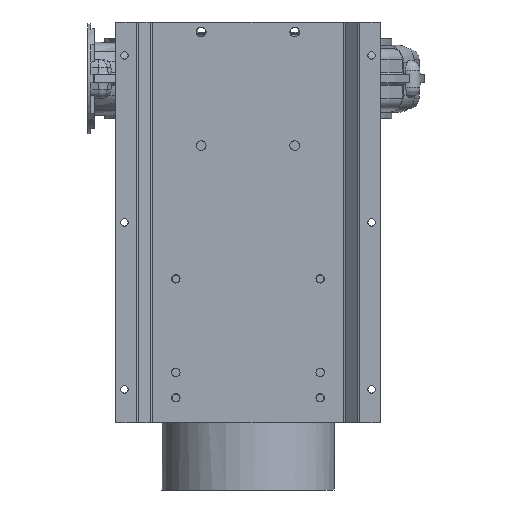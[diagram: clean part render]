
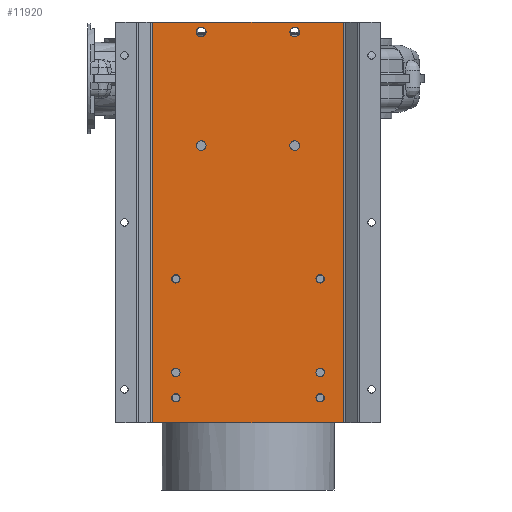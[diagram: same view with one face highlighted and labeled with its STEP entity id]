
A CAD part, front view. The second image highlights one B-rep face of the part: STEP entity #11920.
In plain terms, the highlighted planar face has unit normal (0, -1, 0).
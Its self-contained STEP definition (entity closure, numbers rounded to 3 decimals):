
#10194=CARTESIAN_POINT('',(62.75,-310.0,-31.5));
#10195=VERTEX_POINT('',#10194);
#10196=CARTESIAN_POINT('',(70.0,-310.0,-31.5));
#10197=DIRECTION('',(0.0,1.0,0.0));
#10198=DIRECTION('',(1.0,0.0,0.0));
#10199=AXIS2_PLACEMENT_3D('',#10196,#10197,#10198);
#10200=CIRCLE('',#10199,7.25);
#10201=EDGE_CURVE('',#10195,#10195,#10200,.T.);
#10231=CARTESIAN_POINT('',(-77.25,-310.0,-31.5));
#10232=VERTEX_POINT('',#10231);
#10233=CARTESIAN_POINT('',(-70.,-310.0,-31.5));
#10234=DIRECTION('',(0.0,1.0,0.0));
#10235=DIRECTION('',(1.0,0.0,0.0));
#10236=AXIS2_PLACEMENT_3D('',#10233,#10234,#10235);
#10237=CIRCLE('',#10236,7.25);
#10238=EDGE_CURVE('',#10232,#10232,#10237,.T.);
#10293=CARTESIAN_POINT('',(62.75,-310.0,138.5));
#10294=VERTEX_POINT('',#10293);
#10295=CARTESIAN_POINT('',(70.0,-310.0,138.5));
#10296=DIRECTION('',(0.0,1.0,0.0));
#10297=DIRECTION('',(1.0,0.0,0.0));
#10298=AXIS2_PLACEMENT_3D('',#10295,#10296,#10297);
#10299=CIRCLE('',#10298,7.25);
#10300=EDGE_CURVE('',#10294,#10294,#10299,.T.);
#10378=CARTESIAN_POINT('',(-77.25,-310.0,138.5));
#10379=VERTEX_POINT('',#10378);
#10380=CARTESIAN_POINT('',(-70.0,-310.0,138.5));
#10381=DIRECTION('',(0.0,1.0,0.0));
#10382=DIRECTION('',(1.0,0.0,0.0));
#10383=AXIS2_PLACEMENT_3D('',#10380,#10381,#10382);
#10384=CIRCLE('',#10383,7.25);
#10385=EDGE_CURVE('',#10379,#10379,#10384,.T.);
#10602=CARTESIAN_POINT('',(101.75,-310.0,-409.));
#10603=VERTEX_POINT('',#10602);
#10604=CARTESIAN_POINT('',(108.,-310.0,-409.));
#10605=DIRECTION('',(0.0,1.0,0.0));
#10606=DIRECTION('',(1.0,0.0,0.0));
#10607=AXIS2_PLACEMENT_3D('',#10604,#10605,#10606);
#10608=CIRCLE('',#10607,6.25);
#10609=EDGE_CURVE('',#10603,#10603,#10608,.T.);
#10630=CARTESIAN_POINT('',(-114.25,-310.0,-409.));
#10631=VERTEX_POINT('',#10630);
#10632=CARTESIAN_POINT('',(-108.,-310.0,-409.));
#10633=DIRECTION('',(0.0,1.0,0.0));
#10634=DIRECTION('',(1.0,0.0,0.0));
#10635=AXIS2_PLACEMENT_3D('',#10632,#10633,#10634);
#10636=CIRCLE('',#10635,6.25);
#10637=EDGE_CURVE('',#10631,#10631,#10636,.T.);
#10658=CARTESIAN_POINT('',(101.75,-310.0,-231.));
#10659=VERTEX_POINT('',#10658);
#10660=CARTESIAN_POINT('',(108.,-310.0,-231.));
#10661=DIRECTION('',(0.0,1.0,0.0));
#10662=DIRECTION('',(1.0,0.0,0.0));
#10663=AXIS2_PLACEMENT_3D('',#10660,#10661,#10662);
#10664=CIRCLE('',#10663,6.25);
#10665=EDGE_CURVE('',#10659,#10659,#10664,.T.);
#10686=CARTESIAN_POINT('',(-114.25,-310.0,-231.));
#10687=VERTEX_POINT('',#10686);
#10688=CARTESIAN_POINT('',(-108.,-310.0,-231.));
#10689=DIRECTION('',(0.0,1.0,0.0));
#10690=DIRECTION('',(1.0,0.0,0.0));
#10691=AXIS2_PLACEMENT_3D('',#10688,#10689,#10690);
#10692=CIRCLE('',#10691,6.25);
#10693=EDGE_CURVE('',#10687,#10687,#10692,.T.);
#10714=CARTESIAN_POINT('',(101.75,-310.0,-371.));
#10715=VERTEX_POINT('',#10714);
#10716=CARTESIAN_POINT('',(108.,-310.0,-371.));
#10717=DIRECTION('',(0.0,1.0,0.0));
#10718=DIRECTION('',(1.0,0.0,0.0));
#10719=AXIS2_PLACEMENT_3D('',#10716,#10717,#10718);
#10720=CIRCLE('',#10719,6.25);
#10721=EDGE_CURVE('',#10715,#10715,#10720,.T.);
#10742=CARTESIAN_POINT('',(-114.25,-310.0,-371.));
#10743=VERTEX_POINT('',#10742);
#10744=CARTESIAN_POINT('',(-108.0,-310.0,-371.));
#10745=DIRECTION('',(0.0,1.0,0.0));
#10746=DIRECTION('',(1.0,0.0,0.0));
#10747=AXIS2_PLACEMENT_3D('',#10744,#10745,#10746);
#10748=CIRCLE('',#10747,6.25);
#10749=EDGE_CURVE('',#10743,#10743,#10748,.T.);
#11272=CARTESIAN_POINT('',(142.929,-310.0,-446.5));
#11273=VERTEX_POINT('',#11272);
#11282=CARTESIAN_POINT('',(142.929,-310.0,153.5));
#11283=VERTEX_POINT('',#11282);
#11291=CARTESIAN_POINT('',(142.929,-310.0,153.5));
#11292=DIRECTION('',(0.0,0.0,-1.0));
#11293=VECTOR('',#11292,600.);
#11294=LINE('',#11291,#11293);
#11295=EDGE_CURVE('',#11283,#11273,#11294,.T.);
#11841=CARTESIAN_POINT('',(-142.929,-310.0,-446.5));
#11842=VERTEX_POINT('',#11841);
#11850=CARTESIAN_POINT('',(-142.929,-310.0,153.5));
#11851=VERTEX_POINT('',#11850);
#11852=CARTESIAN_POINT('',(-142.929,-310.0,153.5));
#11853=DIRECTION('',(0.0,0.0,-1.0));
#11854=VECTOR('',#11853,600.);
#11855=LINE('',#11852,#11854);
#11856=EDGE_CURVE('',#11851,#11842,#11855,.T.);
#11869=CARTESIAN_POINT('',(-142.929,-310.0,153.5));
#11870=DIRECTION('',(0.0,-1.0,0.0));
#11871=DIRECTION('',(0.0,0.0,-1.0));
#11872=AXIS2_PLACEMENT_3D('',#11869,#11870,#11871);
#11873=PLANE('',#11872);
#11874=CARTESIAN_POINT('',(142.929,-310.0,-446.5));
#11875=DIRECTION('',(-1.0,0.0,0.0));
#11876=VECTOR('',#11875,285.858);
#11877=LINE('',#11874,#11876);
#11878=EDGE_CURVE('',#11273,#11842,#11877,.T.);
#11879=ORIENTED_EDGE('',*,*,#11878,.F.);
#11880=ORIENTED_EDGE('',*,*,#11295,.F.);
#11881=CARTESIAN_POINT('',(-142.929,-310.0,153.5));
#11882=DIRECTION('',(1.0,0.0,0.0));
#11883=VECTOR('',#11882,285.858);
#11884=LINE('',#11881,#11883);
#11885=EDGE_CURVE('',#11851,#11283,#11884,.T.);
#11886=ORIENTED_EDGE('',*,*,#11885,.F.);
#11887=ORIENTED_EDGE('',*,*,#11856,.T.);
#11888=EDGE_LOOP('',(#11879,#11880,#11886,#11887));
#11889=FACE_OUTER_BOUND('',#11888,.T.);
#11890=ORIENTED_EDGE('',*,*,#10201,.T.);
#11891=EDGE_LOOP('',(#11890));
#11892=FACE_BOUND('',#11891,.T.);
#11893=ORIENTED_EDGE('',*,*,#10238,.T.);
#11894=EDGE_LOOP('',(#11893));
#11895=FACE_BOUND('',#11894,.T.);
#11896=ORIENTED_EDGE('',*,*,#10300,.T.);
#11897=EDGE_LOOP('',(#11896));
#11898=FACE_BOUND('',#11897,.T.);
#11899=ORIENTED_EDGE('',*,*,#10385,.T.);
#11900=EDGE_LOOP('',(#11899));
#11901=FACE_BOUND('',#11900,.T.);
#11902=ORIENTED_EDGE('',*,*,#10609,.T.);
#11903=EDGE_LOOP('',(#11902));
#11904=FACE_BOUND('',#11903,.T.);
#11905=ORIENTED_EDGE('',*,*,#10637,.T.);
#11906=EDGE_LOOP('',(#11905));
#11907=FACE_BOUND('',#11906,.T.);
#11908=ORIENTED_EDGE('',*,*,#10665,.T.);
#11909=EDGE_LOOP('',(#11908));
#11910=FACE_BOUND('',#11909,.T.);
#11911=ORIENTED_EDGE('',*,*,#10693,.T.);
#11912=EDGE_LOOP('',(#11911));
#11913=FACE_BOUND('',#11912,.T.);
#11914=ORIENTED_EDGE('',*,*,#10721,.T.);
#11915=EDGE_LOOP('',(#11914));
#11916=FACE_BOUND('',#11915,.T.);
#11917=ORIENTED_EDGE('',*,*,#10749,.T.);
#11918=EDGE_LOOP('',(#11917));
#11919=FACE_BOUND('',#11918,.T.);
#11920=ADVANCED_FACE('',(#11889,#11892,#11895,#11898,#11901,#11904,#11907,#11910,#11913,#11916,#11919),#11873,.T.);
